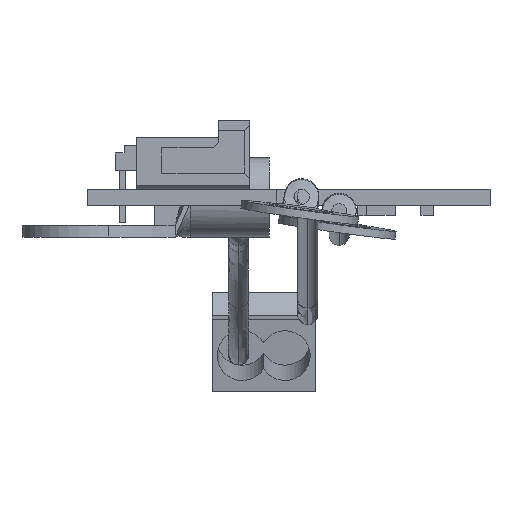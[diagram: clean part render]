
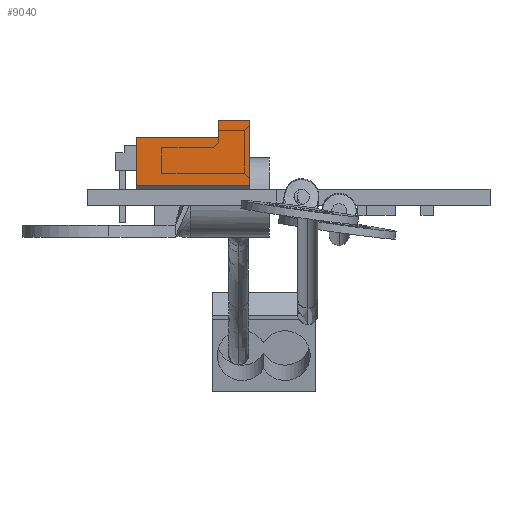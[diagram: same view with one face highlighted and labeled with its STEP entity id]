
A CAD part, top view. The second image highlights one B-rep face of the part: STEP entity #9040.
In plain terms, the highlighted face is planar.
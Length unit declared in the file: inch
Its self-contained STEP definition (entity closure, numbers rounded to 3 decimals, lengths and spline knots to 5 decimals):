
#196 = LINE ( 'NONE', #4078, #8072 ) ;
#198 = LINE ( 'NONE', #4082, #8074 ) ;
#199 = LINE ( 'NONE', #4084, #8075 ) ;
#201 = LINE ( 'NONE', #4088, #8077 ) ;
#204 = LINE ( 'NONE', #4094, #8080 ) ;
#206 = LINE ( 'NONE', #4098, #8082 ) ;
#1902 = ORIENTED_EDGE ( 'NONE', *, *, #3551, .T. ) ;
#1904 = ORIENTED_EDGE ( 'NONE', *, *, #3553, .T. ) ;
#1908 = ORIENTED_EDGE ( 'NONE', *, *, #3558, .T. ) ;
#1915 = ORIENTED_EDGE ( 'NONE', *, *, #3548, .T. ) ;
#1917 = ORIENTED_EDGE ( 'NONE', *, *, #3550, .T. ) ;
#1918 = ORIENTED_EDGE ( 'NONE', *, *, #3556, .T. ) ;
#3209 = EDGE_LOOP ( 'NONE', ( #1917, #1915, #1908, #1918, #1904, #1902 ) ) ;
#3262 = VERTEX_POINT ( 'NONE', #5269 ) ;
#3263 = VERTEX_POINT ( 'NONE', #5270 ) ;
#3266 = VERTEX_POINT ( 'NONE', #5272 ) ;
#3267 = VERTEX_POINT ( 'NONE', #5273 ) ;
#3277 = VERTEX_POINT ( 'NONE', #5277 ) ;
#3296 = VERTEX_POINT ( 'NONE', #5282 ) ;
#3548 = EDGE_CURVE ( 'NONE', #3296, #3263, #196, .T. ) ;
#3550 = EDGE_CURVE ( 'NONE', #3277, #3296, #198, .T. ) ;
#3551 = EDGE_CURVE ( 'NONE', #3267, #3277, #199, .T. ) ;
#3553 = EDGE_CURVE ( 'NONE', #3266, #3267, #201, .T. ) ;
#3556 = EDGE_CURVE ( 'NONE', #3262, #3266, #204, .T. ) ;
#3558 = EDGE_CURVE ( 'NONE', #3263, #3262, #206, .T. ) ;
#4078 = CARTESIAN_POINT ( 'NONE',  ( -0.145, 0.16, 0.225 ) ) ;
#4079 = DIRECTION ( 'NONE',  ( 0., 1., 0. ) ) ;
#4082 = CARTESIAN_POINT ( 'NONE',  ( -0.145, -0.1, -0.225 ) ) ;
#4083 = DIRECTION ( 'NONE',  ( 0., 0., 1. ) ) ;
#4084 = CARTESIAN_POINT ( 'NONE',  ( -0.145, 0.16, -0.225 ) ) ;
#4085 = DIRECTION ( 'NONE',  ( 0., -1., 0. ) ) ;
#4088 = CARTESIAN_POINT ( 'NONE',  ( -0.145, 0.09, -0.225 ) ) ;
#4089 = DIRECTION ( 'NONE',  ( 0., 0., -1. ) ) ;
#4094 = CARTESIAN_POINT ( 'NONE',  ( -0.145, 0.16, 0.1 ) ) ;
#4095 = DIRECTION ( 'NONE',  ( 0., -1., 0. ) ) ;
#4098 = CARTESIAN_POINT ( 'NONE',  ( -0.145, 0.16, -0.225 ) ) ;
#4099 = DIRECTION ( 'NONE',  ( 0., 0., -1. ) ) ;
#5269 = CARTESIAN_POINT ( 'NONE',  ( -0.145, 0.16, 0.1 ) ) ;
#5270 = CARTESIAN_POINT ( 'NONE',  ( -0.145, 0.16, 0.225 ) ) ;
#5272 = CARTESIAN_POINT ( 'NONE',  ( -0.145, 0.09, 0.1 ) ) ;
#5273 = CARTESIAN_POINT ( 'NONE',  ( -0.145, 0.09, -0.225 ) ) ;
#5277 = CARTESIAN_POINT ( 'NONE',  ( -0.145, -0.1, -0.225 ) ) ;
#5282 = CARTESIAN_POINT ( 'NONE',  ( -0.145, -0.1, 0.225 ) ) ;
#6618 = FACE_OUTER_BOUND ( 'NONE', #3209, .T. ) ;
#7287 = PLANE ( 'NONE',  #8532 ) ;
#7288 = CARTESIAN_POINT ( 'NONE',  ( -0.145, 0.16, -0.225 ) ) ;
#7289 = DIRECTION ( 'NONE',  ( -1., 0., 0. ) ) ;
#7290 = DIRECTION ( 'NONE',  ( 0., 0., 1. ) ) ;
#8072 = VECTOR ( 'NONE', #4079, 39.37008 ) ;
#8074 = VECTOR ( 'NONE', #4083, 39.37008 ) ;
#8075 = VECTOR ( 'NONE', #4085, 39.37008 ) ;
#8077 = VECTOR ( 'NONE', #4089, 39.37008 ) ;
#8080 = VECTOR ( 'NONE', #4095, 39.37008 ) ;
#8082 = VECTOR ( 'NONE', #4099, 39.37008 ) ;
#8532 = AXIS2_PLACEMENT_3D ( 'NONE', #7288, #7289, #7290 ) ;
#9040 = ADVANCED_FACE ( 'NONE', ( #6618 ), #7287, .T. ) ;
